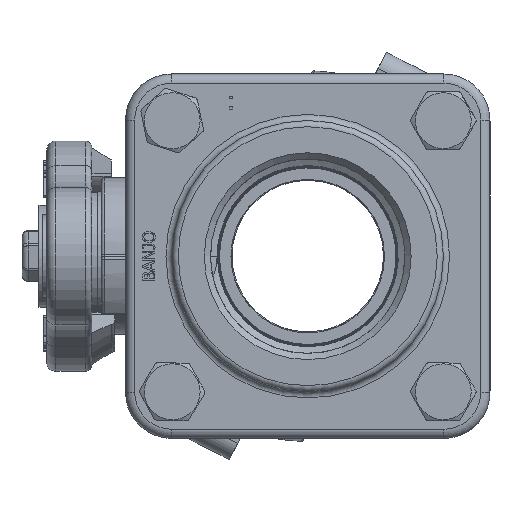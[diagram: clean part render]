
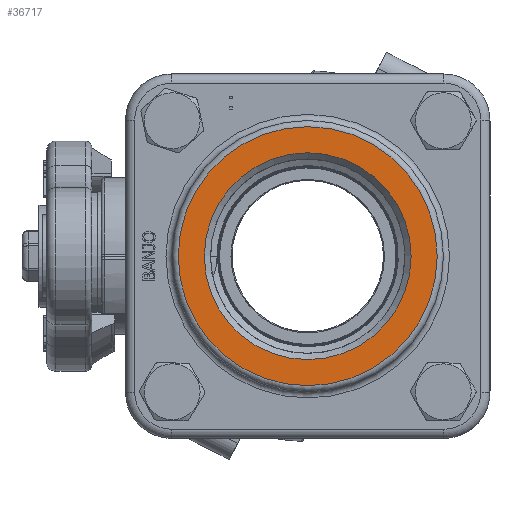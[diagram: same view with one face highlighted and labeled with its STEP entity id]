
A CAD part, left-side view. The second image highlights one B-rep face of the part: STEP entity #36717.
In plain terms, the highlighted planar face has unit normal (-1, 0, 0).
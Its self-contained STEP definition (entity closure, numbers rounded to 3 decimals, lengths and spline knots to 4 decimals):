
#2738=FACE_BOUND('',#6453,.T.);
#4205=FACE_OUTER_BOUND('',#6452,.T.);
#6452=EDGE_LOOP('',(#30575));
#6453=EDGE_LOOP('',(#30576));
#14282=CIRCLE('',#39683,1.265);
#14285=CIRCLE('',#39688,1.01);
#16945=VERTEX_POINT('',#63831);
#16948=VERTEX_POINT('',#63841);
#21688=EDGE_CURVE('',#16945,#16945,#14282,.T.);
#21692=EDGE_CURVE('',#16948,#16948,#14285,.T.);
#30575=ORIENTED_EDGE('',*,*,#21688,.F.);
#30576=ORIENTED_EDGE('',*,*,#21692,.T.);
#34985=PLANE('',#39687);
#36717=ADVANCED_FACE('',(#4205,#2738),#34985,.T.);
#39683=AXIS2_PLACEMENT_3D('',#63833,#46500,#46501);
#39687=AXIS2_PLACEMENT_3D('',#63840,#46509,#46510);
#39688=AXIS2_PLACEMENT_3D('',#63842,#46511,#46512);
#46500=DIRECTION('center_axis',(1.,0.,0.));
#46501=DIRECTION('ref_axis',(0.,-1.,0.));
#46509=DIRECTION('center_axis',(-1.,0.,0.));
#46510=DIRECTION('ref_axis',(0.,0.,1.));
#46511=DIRECTION('center_axis',(1.,0.,0.));
#46512=DIRECTION('ref_axis',(0.,1.,0.));
#63831=CARTESIAN_POINT('',(0.,0.,1.265));
#63833=CARTESIAN_POINT('Origin',(0.,0.,0.));
#63840=CARTESIAN_POINT('Origin',(0.,1.1675,0.));
#63841=CARTESIAN_POINT('',(0.,-1.01,0.));
#63842=CARTESIAN_POINT('Origin',(0.,0.,0.));
